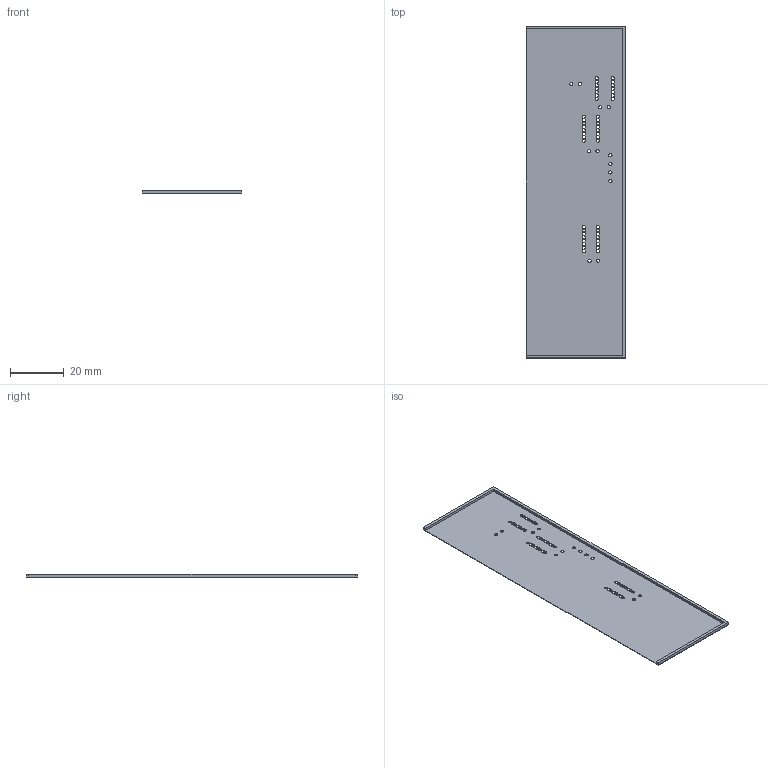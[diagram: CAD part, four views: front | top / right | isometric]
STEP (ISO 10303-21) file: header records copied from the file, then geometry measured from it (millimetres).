
FILE_DESCRIPTION(('FreeCAD Model'),'2;1');
FILE_NAME('Open CASCADE Shape Model','2022-04-02T21:59:14',('Author'),( ''),'Open CASCADE STEP processor 7.5','FreeCAD','Unknown');
FILE_SCHEMA(('AUTOMOTIVE_DESIGN { 1 0 10303 214 1 1 1 1 }'));
Length unit declared in the file: millimetre
Products named in the file (1): Body
Bounding box: 36.76 x 123.05 x 1.2 mm (x, y, z)
Volume: 1105.4 mm3; surface area: 9414 mm2
Topology: 1 solids, 1 shells, 76 faces, 214 edges, 140 vertices
Faces by surface type: cylinder 58, plane 18
Full cylindrical faces by diameter (mm): 1.2 x58
Entity records: 5720 total; most frequent: CARTESIAN_POINT 1207, DIRECTION 854, ORIENTED_EDGE 428, PCURVE 428, DEFINITIONAL_REPRESENTATION 428, LINE 410, VECTOR 410, EDGE_CURVE 214
